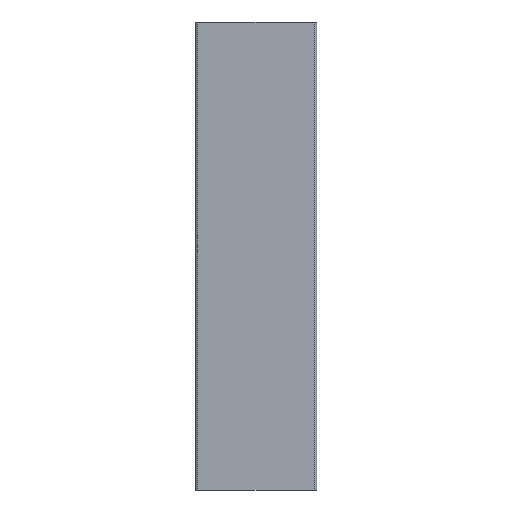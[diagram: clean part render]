
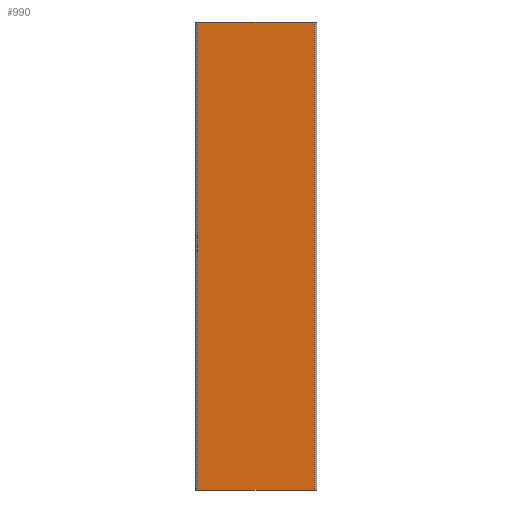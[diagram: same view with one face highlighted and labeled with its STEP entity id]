
A CAD part, left-side view. The second image highlights one B-rep face of the part: STEP entity #990.
In plain terms, the highlighted planar face has unit normal (-1, 0, 0).
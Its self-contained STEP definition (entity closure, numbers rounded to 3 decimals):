
#32 = VECTOR ( 'NONE', #2107, 1000. ) ;
#37 = VECTOR ( 'NONE', #1365, 1000. ) ;
#41 = VECTOR ( 'NONE', #1465, 1000. ) ;
#43 = LINE ( 'NONE', #1375, #37 ) ;
#46 = LINE ( 'NONE', #1393, #41 ) ;
#50 = VECTOR ( 'NONE', #1661, 1000. ) ;
#52 = LINE ( 'NONE', #1422, #32 ) ;
#54 = LINE ( 'NONE', #1533, #50 ) ;
#141 = EDGE_CURVE ( 'NONE', #431, #664, #54, .T. ) ;
#155 = EDGE_CURVE ( 'NONE', #664, #639, #46, .T. ) ;
#162 = EDGE_CURVE ( 'NONE', #1172, #639, #43, .T. ) ;
#186 = EDGE_CURVE ( 'NONE', #431, #1172, #52, .T. ) ;
#355 = CARTESIAN_POINT ( 'NONE',  ( 0., 62., 500. ) ) ;
#388 = ORIENTED_EDGE ( 'NONE', *, *, #155, .T. ) ;
#390 = ORIENTED_EDGE ( 'NONE', *, *, #162, .F. ) ;
#396 = ORIENTED_EDGE ( 'NONE', *, *, #186, .F. ) ;
#404 = ORIENTED_EDGE ( 'NONE', *, *, #141, .T. ) ;
#431 = VERTEX_POINT ( 'NONE', #355 ) ;
#480 = CARTESIAN_POINT ( 'NONE',  ( 0., -62., 500. ) ) ;
#639 = VERTEX_POINT ( 'NONE', #1932 ) ;
#664 = VERTEX_POINT ( 'NONE', #1894 ) ;
#830 = EDGE_LOOP ( 'NONE', ( #388, #390, #396, #404 ) ) ;
#990 = ADVANCED_FACE ( 'NONE', ( #1504 ), #1139, .F. ) ;
#1128 = DIRECTION ( 'NONE',  ( 0., 0., -1. ) ) ;
#1129 = DIRECTION ( 'NONE',  ( 1., 0., 0. ) ) ;
#1139 = PLANE ( 'NONE',  #1525 ) ;
#1155 = CARTESIAN_POINT ( 'NONE',  ( 0., -62., 500. ) ) ;
#1172 = VERTEX_POINT ( 'NONE', #480 ) ;
#1365 = DIRECTION ( 'NONE',  ( 0., 0., -1. ) ) ;
#1375 = CARTESIAN_POINT ( 'NONE',  ( 0., -62., 500. ) ) ;
#1393 = CARTESIAN_POINT ( 'NONE',  ( 0., -62., 0. ) ) ;
#1422 = CARTESIAN_POINT ( 'NONE',  ( 0., -62., 500. ) ) ;
#1465 = DIRECTION ( 'NONE',  ( 0., -1., 0. ) ) ;
#1504 = FACE_OUTER_BOUND ( 'NONE', #830, .T. ) ;
#1525 = AXIS2_PLACEMENT_3D ( 'NONE', #1155, #1129, #1128 ) ;
#1533 = CARTESIAN_POINT ( 'NONE',  ( 0., 62., 500. ) ) ;
#1661 = DIRECTION ( 'NONE',  ( 0., 0., -1. ) ) ;
#1894 = CARTESIAN_POINT ( 'NONE',  ( 0., 62., 0. ) ) ;
#1932 = CARTESIAN_POINT ( 'NONE',  ( 0., -62., 0. ) ) ;
#2107 = DIRECTION ( 'NONE',  ( 0., -1., 0. ) ) ;
